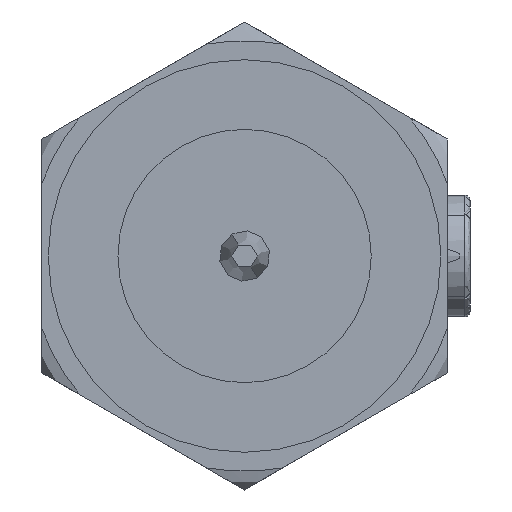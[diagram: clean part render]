
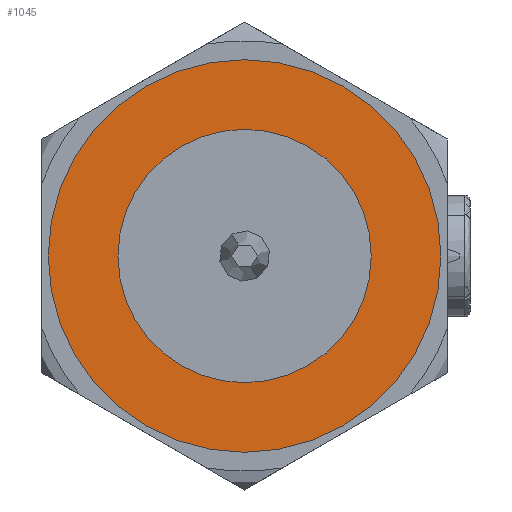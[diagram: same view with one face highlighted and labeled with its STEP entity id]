
A CAD part, front view. The second image highlights one B-rep face of the part: STEP entity #1045.
In plain terms, the highlighted planar face has unit normal (0, -1, 0).
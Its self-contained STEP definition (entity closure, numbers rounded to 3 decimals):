
#33 = CARTESIAN_POINT ( 'NONE',  ( 0., -794.3, 0. ) ) ;
#191 = DIRECTION ( 'NONE',  ( 0., 1., 0. ) ) ;
#274 = CARTESIAN_POINT ( 'NONE',  ( -1.25, -794.3, 2.165 ) ) ;
#295 = AXIS2_PLACEMENT_3D ( 'NONE', #913, #4399, #4914 ) ;
#355 = EDGE_LOOP ( 'NONE', ( #984, #3646 ) ) ;
#550 = CARTESIAN_POINT ( 'NONE',  ( 1.25, -794.3, -2.165 ) ) ;
#601 = VERTEX_POINT ( 'NONE', #274 ) ;
#697 = DIRECTION ( 'NONE',  ( 0.5, 0., -0.866 ) ) ;
#698 = DIRECTION ( 'NONE',  ( 0., 1., 0. ) ) ;
#913 = CARTESIAN_POINT ( 'NONE',  ( 0., -794.3, 0. ) ) ;
#984 = ORIENTED_EDGE ( 'NONE', *, *, #6113, .F. ) ;
#1045 = ADVANCED_FACE ( 'Defeature ausgef�hrt4_24', ( #1049, #5262 ), #3772, .F. ) ;
#1049 = FACE_BOUND ( 'NONE', #5925, .T. ) ;
#1125 = DIRECTION ( 'NONE',  ( 0., 1., 0. ) ) ;
#1139 = ORIENTED_EDGE ( 'NONE', *, *, #4731, .T. ) ;
#1698 = CARTESIAN_POINT ( 'NONE',  ( 3.356, -794.3, 1.938 ) ) ;
#1799 = CARTESIAN_POINT ( 'NONE',  ( -1.938, -794.3, 3.356 ) ) ;
#2123 = CARTESIAN_POINT ( 'NONE',  ( 0., -794.3, 0. ) ) ;
#2166 = DIRECTION ( 'NONE',  ( 0., 1., 0. ) ) ;
#2259 = CIRCLE ( 'NONE', #5858, 3.875 ) ;
#2615 = VERTEX_POINT ( 'NONE', #550 ) ;
#3100 = VERTEX_POINT ( 'NONE', #3459 ) ;
#3354 = AXIS2_PLACEMENT_3D ( 'NONE', #1698, #191, #697 ) ;
#3459 = CARTESIAN_POINT ( 'NONE',  ( 1.938, -794.3, -3.356 ) ) ;
#3646 = ORIENTED_EDGE ( 'NONE', *, *, #5248, .F. ) ;
#3772 = PLANE ( 'NONE',  #3354 ) ;
#4097 = DIRECTION ( 'NONE',  ( 0.5, 0., -0.866 ) ) ;
#4399 = DIRECTION ( 'NONE',  ( 0., 1., 0. ) ) ;
#4433 = VERTEX_POINT ( 'NONE', #1799 ) ;
#4531 = CIRCLE ( 'NONE', #6209, 2.5 ) ;
#4671 = CARTESIAN_POINT ( 'NONE',  ( 0., -794.3, 0. ) ) ;
#4690 = CIRCLE ( 'NONE', #5995, 2.5 ) ;
#4731 = EDGE_CURVE ( 'Defeature ausgef�hrt4_24+Defeature ausgef�hrt4_39+Defeature ausgef�hrt4_39+Defeature ausgef�hrt4_39', #2615, #601, #4690, .T. ) ;
#4793 = EDGE_CURVE ( 'Defeature ausgef�hrt4_24+Defeature ausgef�hrt4_39+Defeature ausgef�hrt4_39+Defeature ausgef�hrt4_39', #601, #2615, #4531, .T. ) ;
#4914 = DIRECTION ( 'NONE',  ( 0.5, 0., -0.866 ) ) ;
#5222 = ORIENTED_EDGE ( 'NONE', *, *, #4793, .T. ) ;
#5248 = EDGE_CURVE ( 'Defeature ausgef�hrt4_25+Defeature ausgef�hrt4_24+Defeature ausgef�hrt4_24+Defeature ausgef�hrt4_24', #4433, #3100, #2259, .T. ) ;
#5262 = FACE_OUTER_BOUND ( 'NONE', #355, .T. ) ;
#5463 = CIRCLE ( 'NONE', #295, 3.875 ) ;
#5610 = DIRECTION ( 'NONE',  ( 0.5, 0., -0.866 ) ) ;
#5670 = DIRECTION ( 'NONE',  ( 0.5, 0., -0.866 ) ) ;
#5858 = AXIS2_PLACEMENT_3D ( 'NONE', #33, #1125, #4097 ) ;
#5925 = EDGE_LOOP ( 'NONE', ( #1139, #5222 ) ) ;
#5995 = AXIS2_PLACEMENT_3D ( 'NONE', #2123, #2166, #5610 ) ;
#6113 = EDGE_CURVE ( 'Defeature ausgef�hrt4_25+Defeature ausgef�hrt4_24+Defeature ausgef�hrt4_24+Defeature ausgef�hrt4_24', #3100, #4433, #5463, .T. ) ;
#6209 = AXIS2_PLACEMENT_3D ( 'NONE', #4671, #698, #5670 ) ;
